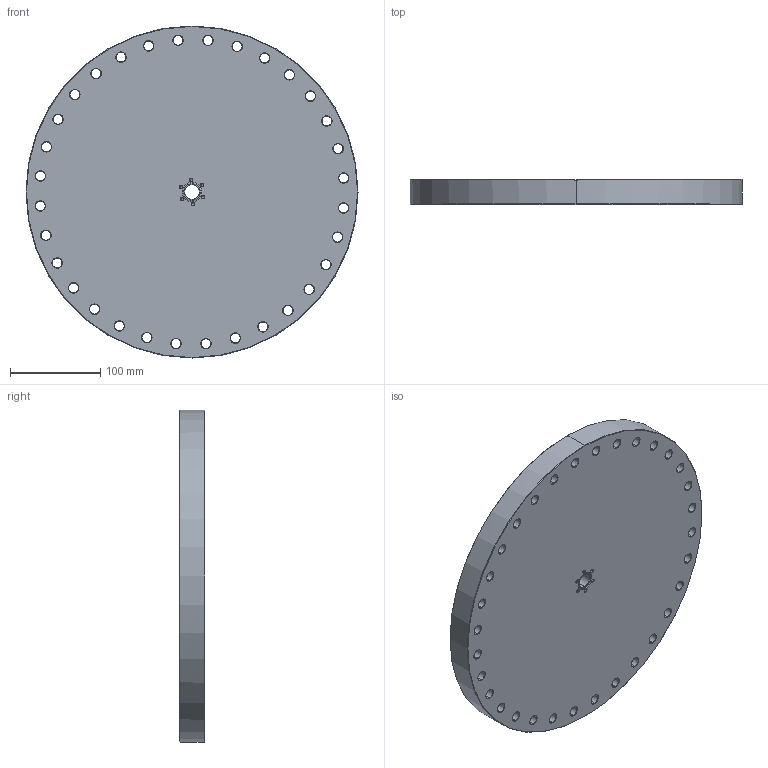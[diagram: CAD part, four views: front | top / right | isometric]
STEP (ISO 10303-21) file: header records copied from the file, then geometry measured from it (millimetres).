
FILE_DESCRIPTION (( 'STEP AP214' ), '1' );
FILE_NAME ('Hositrad_CFA300-16D-ISO.STEP', '2017-05-09T07:29:27', ( 'Gebruiker' ), ( '' ), 'SwSTEP 2.0', 'SolidWorks 2017', '' );
FILE_SCHEMA (( 'AUTOMOTIVE_DESIGN' ));
Length unit declared in the file: millimetre
Products named in the file (1): Hositrad_CFA300-16D-ISO
Bounding box: 368.3 x 28 x 368.3 mm (x, y, z)
Volume: 2793311.4 mm3; surface area: 273493.5 mm2
Topology: 1 solids, 1 shells, 259 faces, 606 edges, 344 vertices
Faces by surface type: cone 164, cylinder 84, plane 11
Entity records: 7570 total; most frequent: DIRECTION 1438, CARTESIAN_POINT 1210, ORIENTED_EDGE 1188, EDGE_CURVE 594, AXIS2_PLACEMENT_3D 588, VERTEX_POINT 344, EDGE_LOOP 332, CIRCLE 328
